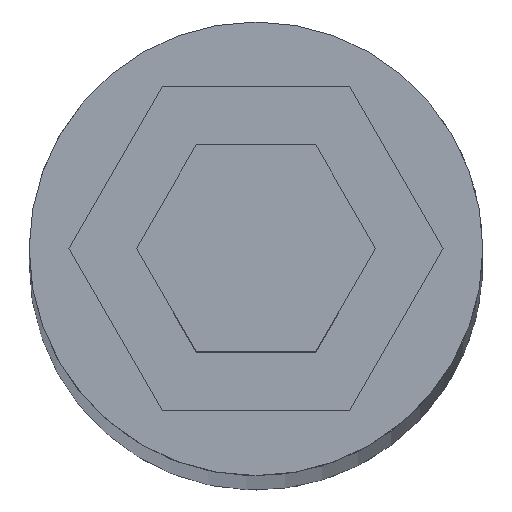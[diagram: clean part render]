
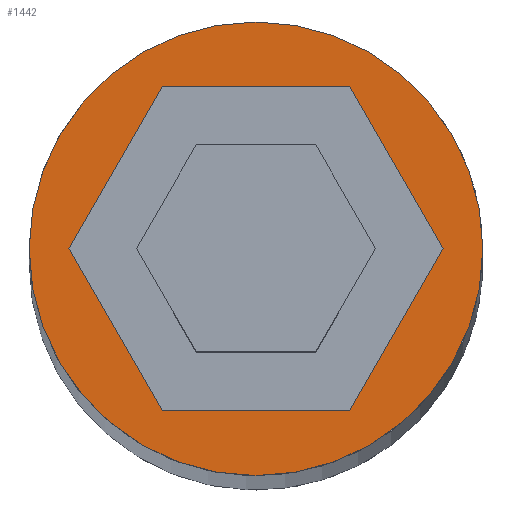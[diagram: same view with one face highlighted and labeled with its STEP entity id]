
A CAD part, top view. The second image highlights one B-rep face of the part: STEP entity #1442.
In plain terms, the highlighted planar face has unit normal (0, 0, 1).
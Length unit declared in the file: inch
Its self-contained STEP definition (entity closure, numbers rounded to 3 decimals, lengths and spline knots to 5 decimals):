
#70=FACE_BOUND('',#258,.T.);
#104=PLANE('',#1616);
#178=FACE_OUTER_BOUND('',#257,.T.);
#257=EDGE_LOOP('',(#1203,#1204));
#258=EDGE_LOOP('',(#1205,#1206,#1207,#1208,#1209,#1210));
#374=LINE('',#2297,#537);
#375=LINE('',#2299,#538);
#376=LINE('',#2301,#539);
#377=LINE('',#2303,#540);
#378=LINE('',#2305,#541);
#379=LINE('',#2306,#542);
#537=VECTOR('',#1887,0.03937);
#538=VECTOR('',#1888,0.03937);
#539=VECTOR('',#1889,0.03937);
#540=VECTOR('',#1890,0.03937);
#541=VECTOR('',#1891,0.03937);
#542=VECTOR('',#1892,0.03937);
#659=CIRCLE('',#1613,1.08268);
#660=CIRCLE('',#1614,1.08268);
#733=VERTEX_POINT('',#2288);
#734=VERTEX_POINT('',#2290);
#735=VERTEX_POINT('',#2295);
#736=VERTEX_POINT('',#2296);
#737=VERTEX_POINT('',#2298);
#738=VERTEX_POINT('',#2300);
#739=VERTEX_POINT('',#2302);
#740=VERTEX_POINT('',#2304);
#900=EDGE_CURVE('',#734,#733,#659,.T.);
#901=EDGE_CURVE('',#733,#734,#660,.T.);
#903=EDGE_CURVE('',#735,#736,#374,.T.);
#904=EDGE_CURVE('',#737,#735,#375,.T.);
#905=EDGE_CURVE('',#738,#737,#376,.T.);
#906=EDGE_CURVE('',#739,#738,#377,.T.);
#907=EDGE_CURVE('',#740,#739,#378,.T.);
#908=EDGE_CURVE('',#736,#740,#379,.T.);
#1203=ORIENTED_EDGE('',*,*,#900,.T.);
#1204=ORIENTED_EDGE('',*,*,#901,.T.);
#1205=ORIENTED_EDGE('',*,*,#903,.F.);
#1206=ORIENTED_EDGE('',*,*,#904,.F.);
#1207=ORIENTED_EDGE('',*,*,#905,.F.);
#1208=ORIENTED_EDGE('',*,*,#906,.F.);
#1209=ORIENTED_EDGE('',*,*,#907,.F.);
#1210=ORIENTED_EDGE('',*,*,#908,.F.);
#1442=ADVANCED_FACE('',(#178,#70),#104,.T.);
#1613=AXIS2_PLACEMENT_3D('',#2291,#1879,#1880);
#1614=AXIS2_PLACEMENT_3D('',#2292,#1881,#1882);
#1616=AXIS2_PLACEMENT_3D('',#2294,#1885,#1886);
#1879=DIRECTION('center_axis',(0.,0.,1.));
#1880=DIRECTION('ref_axis',(1.,0.,0.));
#1881=DIRECTION('center_axis',(0.,0.,1.));
#1882=DIRECTION('ref_axis',(1.,0.,0.));
#1885=DIRECTION('center_axis',(0.,0.,1.));
#1886=DIRECTION('ref_axis',(1.,0.,0.));
#1887=DIRECTION('',(0.5,-0.866,0.));
#1888=DIRECTION('',(-0.5,-0.866,0.));
#1889=DIRECTION('',(-1.,0.,0.));
#1890=DIRECTION('',(-0.5,0.866,0.));
#1891=DIRECTION('',(0.5,0.866,0.));
#1892=DIRECTION('',(1.,0.,0.));
#2288=CARTESIAN_POINT('',(-0.68222,0.15246,33.97143));
#2290=CARTESIAN_POINT('',(-2.84758,0.15246,33.97143));
#2291=CARTESIAN_POINT('Origin',(-1.7649,0.15246,33.97143));
#2292=CARTESIAN_POINT('Origin',(-1.7649,0.15246,33.97143));
#2294=CARTESIAN_POINT('Origin',(-1.7649,0.15246,33.97143));
#2295=CARTESIAN_POINT('',(-2.6582,0.15246,33.97143));
#2296=CARTESIAN_POINT('',(-2.21155,-0.62116,33.97143));
#2297=CARTESIAN_POINT('',(-2.6582,0.15246,33.97143));
#2298=CARTESIAN_POINT('',(-2.21155,0.92609,33.97143));
#2299=CARTESIAN_POINT('',(-2.21155,0.92609,33.97143));
#2300=CARTESIAN_POINT('',(-1.31825,0.92609,33.97143));
#2301=CARTESIAN_POINT('',(-1.31825,0.92609,33.97143));
#2302=CARTESIAN_POINT('',(-0.8716,0.15246,33.97143));
#2303=CARTESIAN_POINT('',(-0.8716,0.15246,33.97143));
#2304=CARTESIAN_POINT('',(-1.31825,-0.62116,33.97143));
#2305=CARTESIAN_POINT('',(-1.31825,-0.62116,33.97143));
#2306=CARTESIAN_POINT('',(-2.21155,-0.62116,33.97143));
